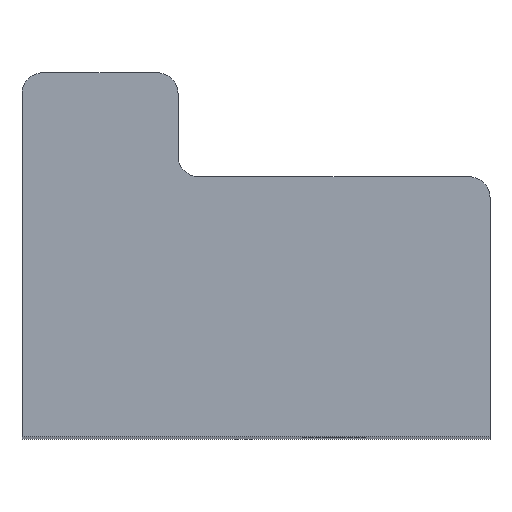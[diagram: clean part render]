
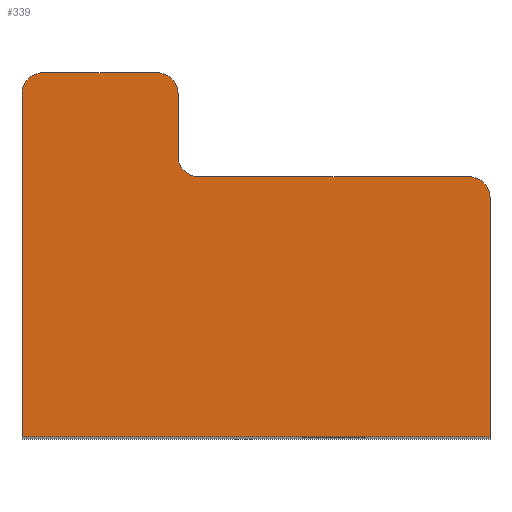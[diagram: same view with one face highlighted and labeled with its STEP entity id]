
A CAD part, top view. The second image highlights one B-rep face of the part: STEP entity #339.
In plain terms, the highlighted planar face has unit normal (0, 0, 1).
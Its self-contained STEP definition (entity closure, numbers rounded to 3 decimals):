
#24=PLANE('',#384);
#35=FACE_OUTER_BOUND('',#55,.T.);
#55=EDGE_LOOP('',(#241,#242,#243,#244,#245,#246,#247,#248,#249,#250));
#81=LINE('',#546,#107);
#84=LINE('',#552,#110);
#85=LINE('',#556,#111);
#86=LINE('',#560,#112);
#87=LINE('',#564,#113);
#88=LINE('',#565,#114);
#107=VECTOR('',#434,10.);
#110=VECTOR('',#439,10.);
#111=VECTOR('',#442,10.);
#112=VECTOR('',#445,10.);
#113=VECTOR('',#448,10.);
#114=VECTOR('',#449,10.);
#132=CIRCLE('',#382,2.);
#133=CIRCLE('',#385,2.);
#134=CIRCLE('',#386,2.);
#135=CIRCLE('',#387,2.);
#155=VERTEX_POINT('',#539);
#156=VERTEX_POINT('',#541);
#157=VERTEX_POINT('',#545);
#159=VERTEX_POINT('',#551);
#160=VERTEX_POINT('',#553);
#161=VERTEX_POINT('',#555);
#162=VERTEX_POINT('',#557);
#163=VERTEX_POINT('',#559);
#164=VERTEX_POINT('',#561);
#165=VERTEX_POINT('',#563);
#187=EDGE_CURVE('',#155,#156,#132,.T.);
#189=EDGE_CURVE('',#157,#156,#81,.T.);
#192=EDGE_CURVE('',#159,#155,#84,.T.);
#193=EDGE_CURVE('',#160,#159,#133,.T.);
#194=EDGE_CURVE('',#160,#161,#85,.T.);
#195=EDGE_CURVE('',#162,#161,#134,.T.);
#196=EDGE_CURVE('',#163,#162,#86,.T.);
#197=EDGE_CURVE('',#164,#163,#135,.T.);
#198=EDGE_CURVE('',#165,#164,#87,.T.);
#199=EDGE_CURVE('',#165,#157,#88,.T.);
#241=ORIENTED_EDGE('',*,*,#187,.F.);
#242=ORIENTED_EDGE('',*,*,#192,.F.);
#243=ORIENTED_EDGE('',*,*,#193,.F.);
#244=ORIENTED_EDGE('',*,*,#194,.T.);
#245=ORIENTED_EDGE('',*,*,#195,.F.);
#246=ORIENTED_EDGE('',*,*,#196,.F.);
#247=ORIENTED_EDGE('',*,*,#197,.F.);
#248=ORIENTED_EDGE('',*,*,#198,.F.);
#249=ORIENTED_EDGE('',*,*,#199,.T.);
#250=ORIENTED_EDGE('',*,*,#189,.T.);
#339=ADVANCED_FACE('',(#35),#24,.T.);
#382=AXIS2_PLACEMENT_3D('',#542,#429,#430);
#384=AXIS2_PLACEMENT_3D('',#550,#437,#438);
#385=AXIS2_PLACEMENT_3D('',#554,#440,#441);
#386=AXIS2_PLACEMENT_3D('',#558,#443,#444);
#387=AXIS2_PLACEMENT_3D('',#562,#446,#447);
#429=DIRECTION('center_axis',(0.,0.,-1.));
#430=DIRECTION('ref_axis',(0.707,0.707,0.));
#434=DIRECTION('',(0.,1.,0.));
#437=DIRECTION('center_axis',(0.,0.,1.));
#438=DIRECTION('ref_axis',(1.,0.,0.));
#439=DIRECTION('',(1.,0.,0.));
#440=DIRECTION('center_axis',(0.,0.,1.));
#441=DIRECTION('ref_axis',(-0.707,-0.707,0.));
#442=DIRECTION('',(0.,1.,0.));
#443=DIRECTION('center_axis',(0.,0.,-1.));
#444=DIRECTION('ref_axis',(0.707,0.707,0.));
#445=DIRECTION('',(1.,0.,0.));
#446=DIRECTION('center_axis',(0.,0.,-1.));
#447=DIRECTION('ref_axis',(-0.707,0.707,0.));
#448=DIRECTION('',(0.,1.,0.));
#449=DIRECTION('',(1.,0.,0.));
#539=CARTESIAN_POINT('',(-2.,25.,0.));
#541=CARTESIAN_POINT('',(0.,23.,0.));
#542=CARTESIAN_POINT('Origin',(-2.,23.,0.));
#545=CARTESIAN_POINT('',(0.,0.,0.));
#546=CARTESIAN_POINT('',(0.,0.,0.));
#550=CARTESIAN_POINT('Origin',(-45.,0.,0.));
#551=CARTESIAN_POINT('',(-28.,25.,0.));
#552=CARTESIAN_POINT('',(-45.,25.,0.));
#553=CARTESIAN_POINT('',(-30.,27.,0.));
#554=CARTESIAN_POINT('Origin',(-28.,27.,0.));
#555=CARTESIAN_POINT('',(-30.,33.,0.));
#556=CARTESIAN_POINT('',(-30.,25.,0.));
#557=CARTESIAN_POINT('',(-32.,35.,0.));
#558=CARTESIAN_POINT('Origin',(-32.,33.,0.));
#559=CARTESIAN_POINT('',(-43.,35.,0.));
#560=CARTESIAN_POINT('',(-45.,35.,0.));
#561=CARTESIAN_POINT('',(-45.,33.,0.));
#562=CARTESIAN_POINT('Origin',(-43.,33.,0.));
#563=CARTESIAN_POINT('',(-45.,0.,0.));
#564=CARTESIAN_POINT('',(-45.,0.,0.));
#565=CARTESIAN_POINT('',(-45.,0.,0.));
